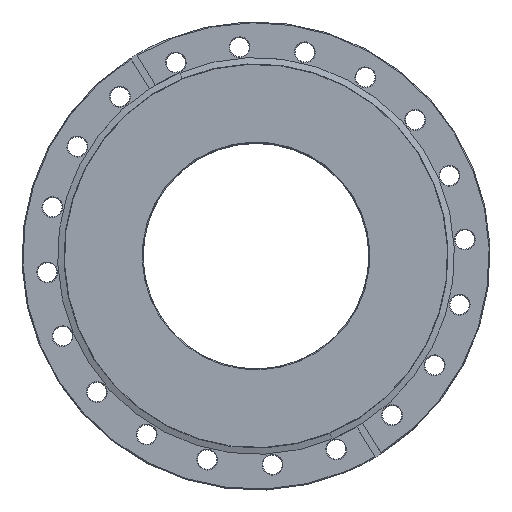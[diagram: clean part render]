
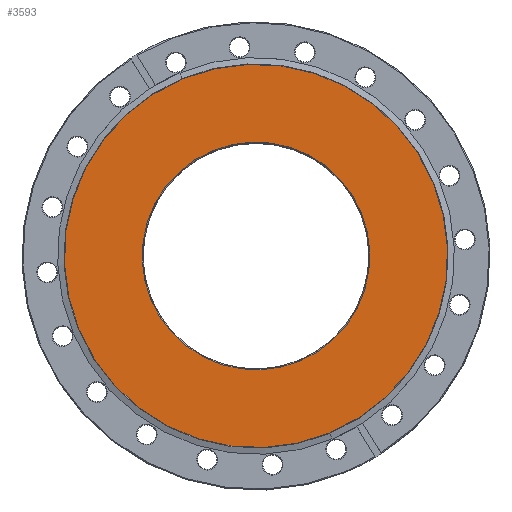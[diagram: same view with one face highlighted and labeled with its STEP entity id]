
A CAD part, top view. The second image highlights one B-rep face of the part: STEP entity #3593.
In plain terms, the highlighted face is planar.
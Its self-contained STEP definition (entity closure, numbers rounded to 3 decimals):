
#14 = DIRECTION ( 'NONE',  ( 0., 0., -1. ) ) ;
#196 = CARTESIAN_POINT ( 'NONE',  ( 0., 21.1, -82.832 ) ) ;
#305 = CARTESIAN_POINT ( 'NONE',  ( 0., 21.1, 0. ) ) ;
#386 = ORIENTED_EDGE ( 'NONE', *, *, #5500, .F. ) ;
#731 = DIRECTION ( 'NONE',  ( 0., 0., -1. ) ) ;
#735 = DIRECTION ( 'NONE',  ( 0., 0., -1. ) ) ;
#771 = CIRCLE ( 'NONE', #2559, 82.832 ) ;
#1313 = CARTESIAN_POINT ( 'NONE',  ( 0., 21.1, 0. ) ) ;
#1703 = DIRECTION ( 'NONE',  ( 0., -1., 0. ) ) ;
#1741 = AXIS2_PLACEMENT_3D ( 'NONE', #305, #3372, #735 ) ;
#1742 = DIRECTION ( 'NONE',  ( 0., 0., -1. ) ) ;
#1999 = EDGE_CURVE ( 'NONE', #3251, #3120, #4495, .T. ) ;
#2009 = ORIENTED_EDGE ( 'NONE', *, *, #5095, .T. ) ;
#2136 = ORIENTED_EDGE ( 'NONE', *, *, #5506, .T. ) ;
#2484 = PLANE ( 'NONE',  #2879 ) ;
#2559 = AXIS2_PLACEMENT_3D ( 'NONE', #1313, #4373, #1742 ) ;
#2629 = DIRECTION ( 'NONE',  ( 0., -1., 0. ) ) ;
#2769 = EDGE_LOOP ( 'NONE', ( #2136, #2009 ) ) ;
#2772 = FACE_BOUND ( 'NONE', #2769, .T. ) ;
#2879 = AXIS2_PLACEMENT_3D ( 'NONE', #2924, #3368, #731 ) ;
#2924 = CARTESIAN_POINT ( 'NONE',  ( -82.832, 21.1, 0. ) ) ;
#3120 = VERTEX_POINT ( 'NONE', #196 ) ;
#3251 = VERTEX_POINT ( 'NONE', #4241 ) ;
#3368 = DIRECTION ( 'NONE',  ( 0., -1., 0. ) ) ;
#3372 = DIRECTION ( 'NONE',  ( 0., -1., 0. ) ) ;
#3481 = CARTESIAN_POINT ( 'NONE',  ( 0., 21.1, -49.2 ) ) ;
#3593 = ADVANCED_FACE ( 'NONE', ( #2772, #5184 ), #2484, .F. ) ;
#3917 = AXIS2_PLACEMENT_3D ( 'NONE', #4331, #1703, #4766 ) ;
#4078 = ORIENTED_EDGE ( 'NONE', *, *, #1999, .F. ) ;
#4163 = CIRCLE ( 'NONE', #3917, 49.2 ) ;
#4241 = CARTESIAN_POINT ( 'NONE',  ( 0., 21.1, 82.832 ) ) ;
#4317 = AXIS2_PLACEMENT_3D ( 'NONE', #5234, #2629, #14 ) ;
#4331 = CARTESIAN_POINT ( 'NONE',  ( 0., 21.1, 0. ) ) ;
#4373 = DIRECTION ( 'NONE',  ( 0., -1., 0. ) ) ;
#4495 = CIRCLE ( 'NONE', #1741, 82.832 ) ;
#4594 = CIRCLE ( 'NONE', #4317, 49.2 ) ;
#4766 = DIRECTION ( 'NONE',  ( 0., 0., -1. ) ) ;
#4975 = EDGE_LOOP ( 'NONE', ( #4078, #386 ) ) ;
#5089 = CARTESIAN_POINT ( 'NONE',  ( 0., 21.1, 49.2 ) ) ;
#5095 = EDGE_CURVE ( 'NONE', #5459, #5337, #4163, .T. ) ;
#5184 = FACE_OUTER_BOUND ( 'NONE', #4975, .T. ) ;
#5234 = CARTESIAN_POINT ( 'NONE',  ( 0., 21.1, 0. ) ) ;
#5337 = VERTEX_POINT ( 'NONE', #5089 ) ;
#5459 = VERTEX_POINT ( 'NONE', #3481 ) ;
#5500 = EDGE_CURVE ( 'NONE', #3120, #3251, #771, .T. ) ;
#5506 = EDGE_CURVE ( 'NONE', #5337, #5459, #4594, .T. ) ;
